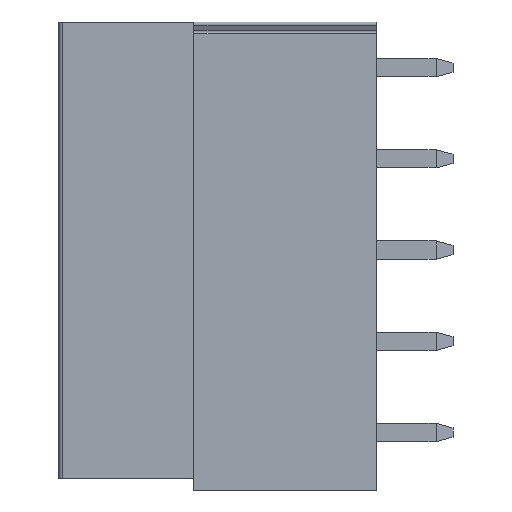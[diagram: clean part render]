
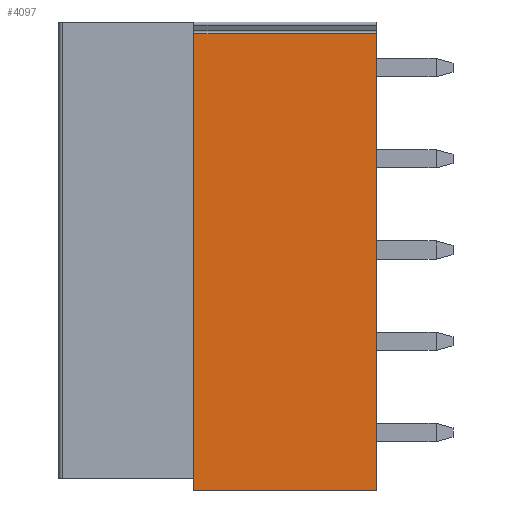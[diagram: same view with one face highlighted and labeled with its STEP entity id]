
A CAD part, left-side view. The second image highlights one B-rep face of the part: STEP entity #4097.
In plain terms, the highlighted planar face has unit normal (-1, 0, 0).
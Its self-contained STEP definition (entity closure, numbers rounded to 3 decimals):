
#735=DIRECTION('',(0.,1.,0.));
#736=VECTOR('',#735,10.);
#737=CARTESIAN_POINT('',(-5.6,-8.7,-23.15));
#738=LINE('',#737,#736);
#739=DIRECTION('',(0.,0.,1.));
#740=VECTOR('',#739,25.);
#741=CARTESIAN_POINT('',(-5.6,1.3,-23.15));
#742=LINE('',#741,#740);
#743=DIRECTION('',(0.,-1.,0.));
#744=VECTOR('',#743,10.);
#745=CARTESIAN_POINT('',(-5.6,1.3,1.85));
#746=LINE('',#745,#744);
#747=DIRECTION('',(0.,0.,-1.));
#748=VECTOR('',#747,25.);
#749=CARTESIAN_POINT('',(-5.6,-8.7,1.85));
#750=LINE('',#749,#748);
#2533=CARTESIAN_POINT('',(-5.6,1.3,1.85));
#2534=VERTEX_POINT('',#2533);
#2535=CARTESIAN_POINT('',(-5.6,-8.7,1.85));
#2536=VERTEX_POINT('',#2535);
#2559=CARTESIAN_POINT('',(-5.6,-8.7,-23.15));
#2560=VERTEX_POINT('',#2559);
#2591=CARTESIAN_POINT('',(-5.6,1.3,-23.15));
#2592=VERTEX_POINT('',#2591);
#4085=CARTESIAN_POINT('',(-5.6,1.3,-22.5));
#4086=DIRECTION('',(-1.,0.,0.));
#4087=DIRECTION('',(0.,-1.,0.));
#4088=AXIS2_PLACEMENT_3D('',#4085,#4086,#4087);
#4089=PLANE('',#4088);
#4090=ORIENTED_EDGE('',*,*,#4079,.T.);
#4091=ORIENTED_EDGE('',*,*,#3273,.T.);
#4093=ORIENTED_EDGE('',*,*,#4092,.T.);
#4094=ORIENTED_EDGE('',*,*,#3894,.T.);
#4095=EDGE_LOOP('',(#4090,#4091,#4093,#4094));
#4096=FACE_OUTER_BOUND('',#4095,.F.);
#3273=EDGE_CURVE('',#2592,#2534,#742,.T.);
#3894=EDGE_CURVE('',#2536,#2560,#750,.T.);
#4079=EDGE_CURVE('',#2560,#2592,#738,.T.);
#4092=EDGE_CURVE('',#2534,#2536,#746,.T.);
#4097=ADVANCED_FACE('',(#4096),#4089,.T.);
